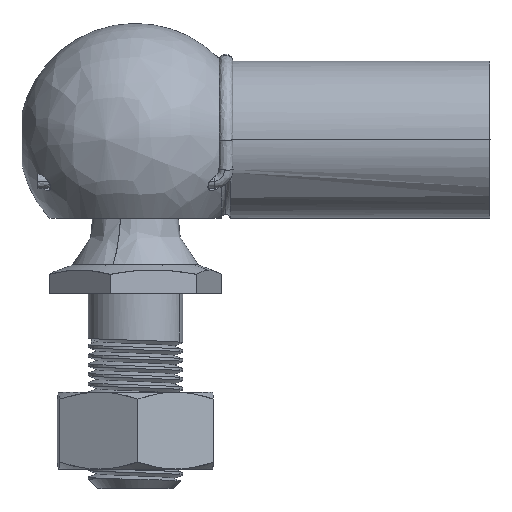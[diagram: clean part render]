
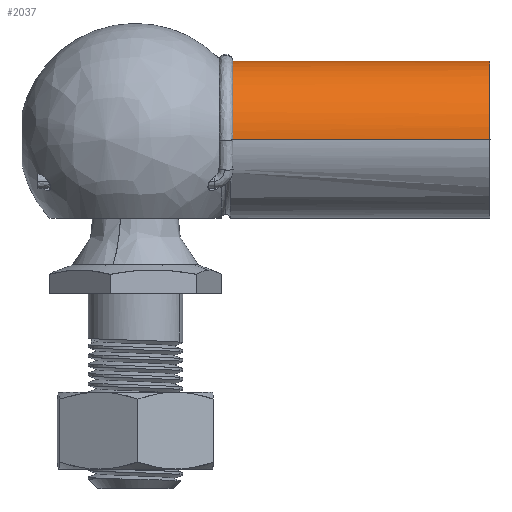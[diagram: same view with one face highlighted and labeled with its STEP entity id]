
A CAD part, top view. The second image highlights one B-rep face of the part: STEP entity #2037.
In plain terms, the highlighted free-form (B-spline) face has degree [2, 1] with [5, 2] control points.
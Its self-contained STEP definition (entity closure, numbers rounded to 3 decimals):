
#2037 = ADVANCED_FACE('',(#2038),#2088,.T.);
#2038 = FACE_BOUND('',#2039,.T.);
#2039 = EDGE_LOOP('',(#2040,#2057,#2064,#2074,#2081));
#2040 = ORIENTED_EDGE('',*,*,#2041,.F.);
#2041 = EDGE_CURVE('',#2042,#2044,#2046,.T.);
#2042 = VERTEX_POINT('',#2043);
#2043 = CARTESIAN_POINT('',(9.728,30.398,23.549
    ));
#2044 = VERTEX_POINT('',#2045);
#2045 = CARTESIAN_POINT('',(9.728,30.4,
    37.915));
#2046 = B_SPLINE_CURVE_WITH_KNOTS('',3,(#2047,#2048,#2049,#2050,#2051,
    #2052,#2053,#2054,#2055,#2056),.UNSPECIFIED.,.F.,.F.,(4,2,2,2,4),(0.
    ,0.25,0.5,0.75,1.),.UNSPECIFIED.);
#2047 = CARTESIAN_POINT('',(9.728,30.398,23.549
    ));
#2048 = CARTESIAN_POINT('',(9.728,32.292,
    23.549));
#2049 = CARTESIAN_POINT('',(9.728,34.139,
    24.315));
#2050 = CARTESIAN_POINT('',(9.728,36.814,
    26.989));
#2051 = CARTESIAN_POINT('',(9.728,37.581,
    28.841));
#2052 = CARTESIAN_POINT('',(9.728,37.582,
    32.621));
#2053 = CARTESIAN_POINT('',(9.728,36.818,34.471
    ));
#2054 = CARTESIAN_POINT('',(9.728,34.14,
    37.15));
#2055 = CARTESIAN_POINT('',(9.728,32.297,
    37.915));
#2056 = CARTESIAN_POINT('',(9.728,30.4,
    37.915));
#2057 = ORIENTED_EDGE('',*,*,#2058,.F.);
#2058 = EDGE_CURVE('',#2059,#2042,#2061,.T.);
#2059 = VERTEX_POINT('',#2060);
#2060 = CARTESIAN_POINT('',(33.232,30.398,
    23.549));
#2061 = B_SPLINE_CURVE_WITH_KNOTS('',1,(#2062,#2063),.UNSPECIFIED.,.F.,
  .F.,(2,2),(0.,21.759),.PIECEWISE_BEZIER_KNOTS.);
#2062 = CARTESIAN_POINT('',(33.232,30.398,
    23.549));
#2063 = CARTESIAN_POINT('',(9.728,30.398,23.549
    ));
#2064 = ORIENTED_EDGE('',*,*,#2065,.F.);
#2065 = EDGE_CURVE('',#2066,#2059,#2068,.T.);
#2066 = VERTEX_POINT('',#2067);
#2067 = CARTESIAN_POINT('',(33.232,30.398,
    37.915));
#2068 = ( BOUNDED_CURVE() B_SPLINE_CURVE(2,(#2069,#2070,#2071,#2072,
#2073),.UNSPECIFIED.,.F.,.F.) B_SPLINE_CURVE_WITH_KNOTS((3,2,3),(0.,
1.571,3.142),.PIECEWISE_BEZIER_KNOTS.) CURVE() 
GEOMETRIC_REPRESENTATION_ITEM() RATIONAL_B_SPLINE_CURVE((1.,
0.707,1.,0.707,1.)) REPRESENTATION_ITEM('') );
#2069 = CARTESIAN_POINT('',(33.232,30.398,
    37.915));
#2070 = CARTESIAN_POINT('',(33.232,37.582,
    37.915));
#2071 = CARTESIAN_POINT('',(33.232,37.582,
    30.732));
#2072 = CARTESIAN_POINT('',(33.232,37.582,
    23.549));
#2073 = CARTESIAN_POINT('',(33.232,30.398,
    23.549));
#2074 = ORIENTED_EDGE('',*,*,#2075,.F.);
#2075 = EDGE_CURVE('',#2076,#2066,#2078,.T.);
#2076 = VERTEX_POINT('',#2077);
#2077 = CARTESIAN_POINT('',(9.728,30.398,
    37.915));
#2078 = B_SPLINE_CURVE_WITH_KNOTS('',1,(#2079,#2080),.UNSPECIFIED.,.F.,
  .F.,(2,2),(0.,21.759),.PIECEWISE_BEZIER_KNOTS.);
#2079 = CARTESIAN_POINT('',(9.728,30.398,
    37.915));
#2080 = CARTESIAN_POINT('',(33.232,30.398,
    37.915));
#2081 = ORIENTED_EDGE('',*,*,#2082,.F.);
#2082 = EDGE_CURVE('',#2044,#2076,#2083,.T.);
#2083 = B_SPLINE_CURVE_WITH_KNOTS('',3,(#2084,#2085,#2086,#2087),
  .UNSPECIFIED.,.F.,.F.,(4,4),(0.,1.),.PIECEWISE_BEZIER_KNOTS.);
#2084 = CARTESIAN_POINT('',(9.728,30.4,
    37.915));
#2085 = CARTESIAN_POINT('',(9.728,30.399,
    37.915));
#2086 = CARTESIAN_POINT('',(9.728,30.399,
    37.915));
#2087 = CARTESIAN_POINT('',(9.728,30.398,
    37.915));
#2088 = ( BOUNDED_SURFACE() B_SPLINE_SURFACE(2,1,(
    (#2089,#2090)
    ,(#2091,#2092)
    ,(#2093,#2094)
    ,(#2095,#2096)
    ,(#2097,#2098
)),.UNSPECIFIED.,.F.,.F.,.F.) B_SPLINE_SURFACE_WITH_KNOTS((3,2,3),(2,2),
  (3.142,4.712,6.283),(0.131,
    21.89),.PIECEWISE_BEZIER_KNOTS.) 
GEOMETRIC_REPRESENTATION_ITEM() RATIONAL_B_SPLINE_SURFACE((
    (1.,1.)
    ,(0.707,0.707)
    ,(1.,1.)
    ,(0.707,0.707)
,(1.,1.))) REPRESENTATION_ITEM('') SURFACE() );
#2089 = CARTESIAN_POINT('',(9.728,30.398,
    37.915));
#2090 = CARTESIAN_POINT('',(33.232,30.398,
    37.915));
#2091 = CARTESIAN_POINT('',(9.728,37.582,
    37.915));
#2092 = CARTESIAN_POINT('',(33.232,37.582,
    37.915));
#2093 = CARTESIAN_POINT('',(9.728,37.582,
    30.732));
#2094 = CARTESIAN_POINT('',(33.232,37.582,
    30.732));
#2095 = CARTESIAN_POINT('',(9.728,37.582,23.549
    ));
#2096 = CARTESIAN_POINT('',(33.232,37.582,
    23.549));
#2097 = CARTESIAN_POINT('',(9.728,30.398,
    23.549));
#2098 = CARTESIAN_POINT('',(33.232,30.398,
    23.549));
